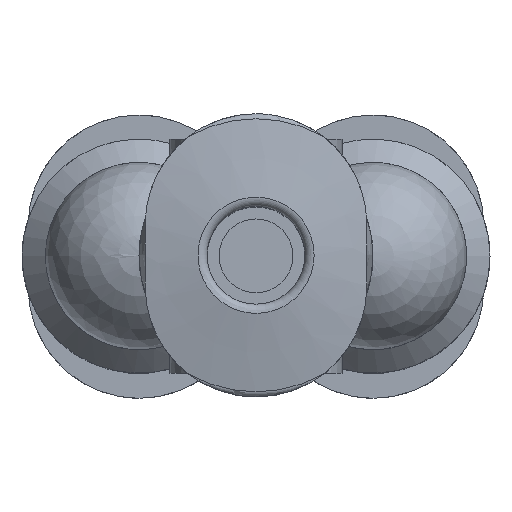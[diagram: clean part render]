
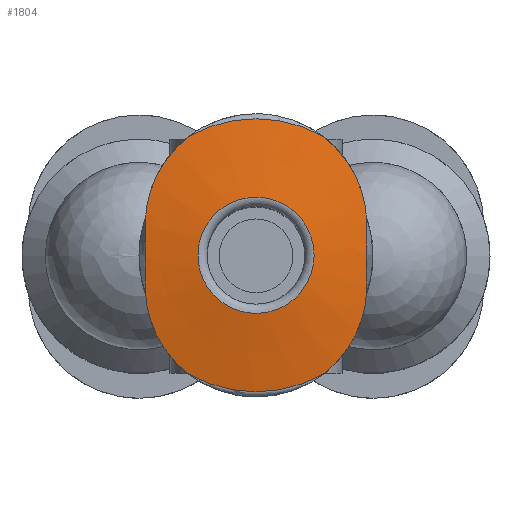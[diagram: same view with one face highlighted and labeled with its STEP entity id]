
A CAD part, top view. The second image highlights one B-rep face of the part: STEP entity #1804.
In plain terms, the highlighted conical face has half-angle 80 degrees and reference radius 4.435 mm.
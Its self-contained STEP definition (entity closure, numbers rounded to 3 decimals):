
#48=CONICAL_SURFACE('',#1951,4.435,1.396);
#87=B_SPLINE_CURVE_WITH_KNOTS('',3,(#2691,#2692,#2693,#2694),
 .UNSPECIFIED.,.F.,.F.,(4,4),(0.,0.003),
 .UNSPECIFIED.);
#88=B_SPLINE_CURVE_WITH_KNOTS('',3,(#2700,#2701,#2702,#2703),
 .UNSPECIFIED.,.F.,.F.,(4,4),(0.,0.003),
 .UNSPECIFIED.);
#91=B_SPLINE_CURVE_WITH_KNOTS('',3,(#2715,#2716,#2717,#2718),
 .UNSPECIFIED.,.F.,.F.,(4,4),(0.002,0.004),
 .UNSPECIFIED.);
#92=B_SPLINE_CURVE_WITH_KNOTS('',3,(#2722,#2723,#2724,#2725),
 .UNSPECIFIED.,.F.,.F.,(4,4),(0.,0.003),
 .UNSPECIFIED.);
#93=B_SPLINE_CURVE_WITH_KNOTS('',3,(#2729,#2730,#2731,#2732),
 .UNSPECIFIED.,.F.,.F.,(4,4),(0.,0.003),
 .UNSPECIFIED.);
#96=B_SPLINE_CURVE_WITH_KNOTS('',3,(#2744,#2745,#2746,#2747),
 .UNSPECIFIED.,.F.,.F.,(4,4),(0.002,0.004),
 .UNSPECIFIED.);
#416=ORIENTED_EDGE('',*,*,#643,.F.);
#417=ORIENTED_EDGE('',*,*,#625,.F.);
#418=ORIENTED_EDGE('',*,*,#644,.T.);
#419=ORIENTED_EDGE('',*,*,#628,.F.);
#420=ORIENTED_EDGE('',*,*,#638,.F.);
#421=ORIENTED_EDGE('',*,*,#633,.F.);
#422=ORIENTED_EDGE('',*,*,#645,.T.);
#423=ORIENTED_EDGE('',*,*,#635,.F.);
#424=ORIENTED_EDGE('',*,*,#631,.F.);
#625=EDGE_CURVE('',#768,#769,#87,.T.);
#628=EDGE_CURVE('',#770,#771,#88,.T.);
#631=EDGE_CURVE('',#769,#773,#91,.T.);
#633=EDGE_CURVE('',#774,#775,#92,.T.);
#635=EDGE_CURVE('',#773,#776,#93,.T.);
#638=EDGE_CURVE('',#775,#770,#96,.T.);
#643=EDGE_CURVE('',#782,#782,#871,.T.);
#644=EDGE_CURVE('',#768,#771,#872,.T.);
#645=EDGE_CURVE('',#774,#776,#873,.T.);
#768=VERTEX_POINT('',#2695);
#769=VERTEX_POINT('',#2696);
#770=VERTEX_POINT('',#2699);
#771=VERTEX_POINT('',#2704);
#773=VERTEX_POINT('',#2719);
#774=VERTEX_POINT('',#2726);
#775=VERTEX_POINT('',#2727);
#776=VERTEX_POINT('',#2733);
#782=VERTEX_POINT('',#2762);
#871=CIRCLE('',#1950,1.888);
#872=CIRCLE('',#1952,4.435);
#873=CIRCLE('',#1953,4.435);
#976=EDGE_LOOP('',(#416));
#977=EDGE_LOOP('',(#417,#418,#419,#420,#421,#422,#423,#424));
#1102=FACE_BOUND('',#976,.T.);
#1103=FACE_BOUND('',#977,.T.);
#1804=ADVANCED_FACE('',(#1102,#1103),#48,.T.);
#1950=AXIS2_PLACEMENT_3D('',#2761,#2240,#2241);
#1951=AXIS2_PLACEMENT_3D('',#2763,#2242,#2243);
#1952=AXIS2_PLACEMENT_3D('',#2764,#2244,#2245);
#1953=AXIS2_PLACEMENT_3D('',#2765,#2246,#2247);
#2240=DIRECTION('',(0.,0.,1.));
#2241=DIRECTION('',(1.,0.,0.));
#2242=DIRECTION('',(0.,0.,-1.));
#2243=DIRECTION('',(-1.,0.,0.));
#2244=DIRECTION('',(0.,0.,1.));
#2245=DIRECTION('',(1.,0.,0.));
#2246=DIRECTION('',(0.,0.,1.));
#2247=DIRECTION('',(1.,0.,0.));
#2691=CARTESIAN_POINT('',(2.195,3.853,26.351));
#2692=CARTESIAN_POINT('',(3.073,3.178,26.378));
#2693=CARTESIAN_POINT('',(3.6,2.107,26.422));
#2694=CARTESIAN_POINT('',(3.6,1.,26.474));
#2695=CARTESIAN_POINT('',(2.195,3.853,26.351));
#2696=CARTESIAN_POINT('',(3.6,1.,26.474));
#2699=CARTESIAN_POINT('',(-3.6,1.,26.474));
#2700=CARTESIAN_POINT('',(-3.6,1.,26.474));
#2701=CARTESIAN_POINT('',(-3.6,2.107,26.422));
#2702=CARTESIAN_POINT('',(-3.073,3.178,26.378));
#2703=CARTESIAN_POINT('',(-2.195,3.853,26.351));
#2704=CARTESIAN_POINT('',(-2.195,3.853,26.351));
#2715=CARTESIAN_POINT('',(3.6,1.,26.474));
#2716=CARTESIAN_POINT('',(3.6,0.334,26.505));
#2717=CARTESIAN_POINT('',(3.6,-0.332,26.506));
#2718=CARTESIAN_POINT('',(3.6,-1.,26.474));
#2719=CARTESIAN_POINT('',(3.6,-1.,26.474));
#2722=CARTESIAN_POINT('',(-2.195,-3.853,26.351));
#2723=CARTESIAN_POINT('',(-3.073,-3.178,26.378));
#2724=CARTESIAN_POINT('',(-3.6,-2.107,26.422));
#2725=CARTESIAN_POINT('',(-3.6,-1.,26.474));
#2726=CARTESIAN_POINT('',(-2.195,-3.853,26.351));
#2727=CARTESIAN_POINT('',(-3.6,-1.,26.474));
#2729=CARTESIAN_POINT('',(3.6,-1.,26.474));
#2730=CARTESIAN_POINT('',(3.6,-2.107,26.422));
#2731=CARTESIAN_POINT('',(3.073,-3.178,26.378));
#2732=CARTESIAN_POINT('',(2.195,-3.853,26.351));
#2733=CARTESIAN_POINT('',(2.195,-3.853,26.351));
#2744=CARTESIAN_POINT('',(-3.6,-1.,26.474));
#2745=CARTESIAN_POINT('',(-3.6,-0.334,26.505));
#2746=CARTESIAN_POINT('',(-3.6,0.332,26.506));
#2747=CARTESIAN_POINT('',(-3.6,1.,26.474));
#2761=CARTESIAN_POINT('',(0.,0.,26.8));
#2762=CARTESIAN_POINT('',(1.888,0.,26.8));
#2763=CARTESIAN_POINT('',(0.,0.,26.351));
#2764=CARTESIAN_POINT('',(0.,0.,26.351));
#2765=CARTESIAN_POINT('',(0.,0.,26.351));
